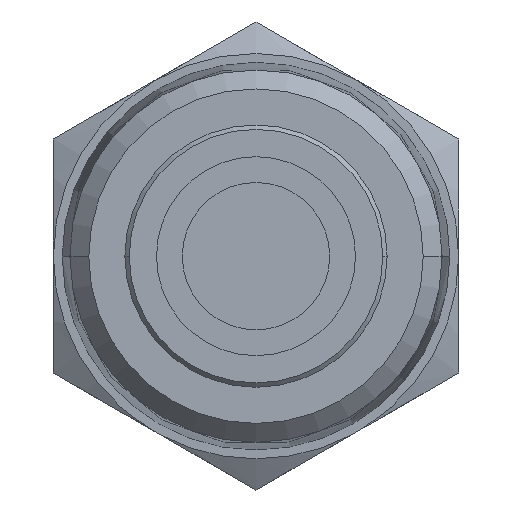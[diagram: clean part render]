
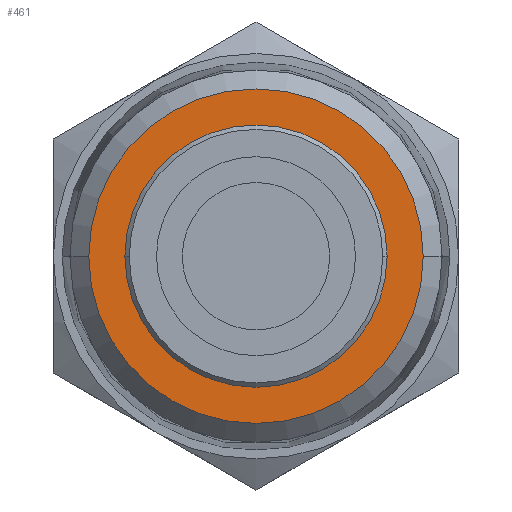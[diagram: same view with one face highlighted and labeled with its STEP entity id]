
A CAD part, front view. The second image highlights one B-rep face of the part: STEP entity #461.
In plain terms, the highlighted planar face has unit normal (0, -1, 0).
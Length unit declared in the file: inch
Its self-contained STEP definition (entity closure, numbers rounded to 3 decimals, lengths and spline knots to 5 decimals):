
#1 = CIRCLE ( 'NONE', #734, 0.445 ) ;
#48 = DIRECTION ( 'NONE',  ( 1., 0., 0. ) ) ;
#88 = EDGE_CURVE ( 'NONE', #97, #791, #534, .T. ) ;
#97 = VERTEX_POINT ( 'NONE', #256 ) ;
#129 = CARTESIAN_POINT ( 'NONE',  ( 0., 4.692, 0. ) ) ;
#130 = ORIENTED_EDGE ( 'NONE', *, *, #88, .T. ) ;
#145 = EDGE_LOOP ( 'NONE', ( #874, #420 ) ) ;
#150 = DIRECTION ( 'NONE',  ( 0., -1., 0. ) ) ;
#230 = DIRECTION ( 'NONE',  ( 0., 1., 0. ) ) ;
#236 = VERTEX_POINT ( 'NONE', #686 ) ;
#256 = CARTESIAN_POINT ( 'NONE',  ( -0.56742, 4.692, 0. ) ) ;
#284 = ORIENTED_EDGE ( 'NONE', *, *, #849, .T. ) ;
#343 = FACE_OUTER_BOUND ( 'NONE', #437, .T. ) ;
#396 = CARTESIAN_POINT ( 'NONE',  ( 0., 4.692, 0. ) ) ;
#420 = ORIENTED_EDGE ( 'NONE', *, *, #614, .T. ) ;
#422 = CIRCLE ( 'NONE', #699, 0.56742 ) ;
#437 = EDGE_LOOP ( 'NONE', ( #284, #130 ) ) ;
#461 = ADVANCED_FACE ( 'NONE', ( #343, #1040 ), #868, .T. ) ;
#475 = DIRECTION ( 'NONE',  ( 0., -1., 0. ) ) ;
#500 = CARTESIAN_POINT ( 'NONE',  ( -0.445, 4.692, 0. ) ) ;
#530 = AXIS2_PLACEMENT_3D ( 'NONE', #630, #911, #717 ) ;
#534 = CIRCLE ( 'NONE', #530, 0.56742 ) ;
#544 = AXIS2_PLACEMENT_3D ( 'NONE', #500, #475, #1107 ) ;
#578 = DIRECTION ( 'NONE',  ( 1., 0., 0. ) ) ;
#612 = EDGE_CURVE ( 'NONE', #863, #236, #677, .T. ) ;
#614 = EDGE_CURVE ( 'NONE', #236, #863, #1, .T. ) ;
#630 = CARTESIAN_POINT ( 'NONE',  ( 0., 4.692, 0. ) ) ;
#677 = CIRCLE ( 'NONE', #1045, 0.445 ) ;
#686 = CARTESIAN_POINT ( 'NONE',  ( -0.445, 4.692, 0. ) ) ;
#699 = AXIS2_PLACEMENT_3D ( 'NONE', #709, #150, #793 ) ;
#709 = CARTESIAN_POINT ( 'NONE',  ( 0., 4.692, 0. ) ) ;
#717 = DIRECTION ( 'NONE',  ( -1., 0., 0. ) ) ;
#734 = AXIS2_PLACEMENT_3D ( 'NONE', #396, #1113, #578 ) ;
#791 = VERTEX_POINT ( 'NONE', #957 ) ;
#793 = DIRECTION ( 'NONE',  ( -1., 0., 0. ) ) ;
#849 = EDGE_CURVE ( 'NONE', #791, #97, #422, .T. ) ;
#863 = VERTEX_POINT ( 'NONE', #1139 ) ;
#868 = PLANE ( 'NONE',  #544 ) ;
#874 = ORIENTED_EDGE ( 'NONE', *, *, #612, .T. ) ;
#911 = DIRECTION ( 'NONE',  ( 0., -1., 0. ) ) ;
#957 = CARTESIAN_POINT ( 'NONE',  ( 0.56742, 4.692, 0. ) ) ;
#1040 = FACE_BOUND ( 'NONE', #145, .T. ) ;
#1045 = AXIS2_PLACEMENT_3D ( 'NONE', #129, #230, #48 ) ;
#1107 = DIRECTION ( 'NONE',  ( -1., 0., 0. ) ) ;
#1113 = DIRECTION ( 'NONE',  ( 0., 1., 0. ) ) ;
#1139 = CARTESIAN_POINT ( 'NONE',  ( 0.445, 4.692, 0. ) ) ;
